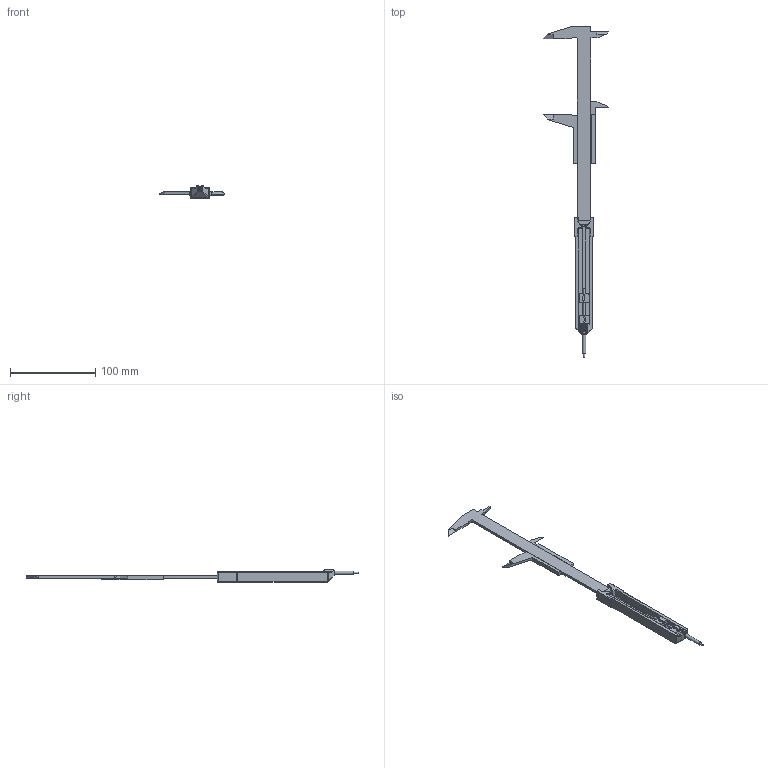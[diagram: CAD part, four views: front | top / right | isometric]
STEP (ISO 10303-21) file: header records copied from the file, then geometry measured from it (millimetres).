
FILE_DESCRIPTION(/* description */ (''),/* implementation_level */ '2;1');
FILE_NAME(/* name */ 'Extrude-O-Matic v7.step',/* time_stamp */ '2025-07-27T19:33:56+01:00',/* author */ (''),/* organization */ (''),/* preprocessor_version */ 'ST-DEVELOPER v20.1',/* originating_system */ 'Autodesk Translation Framework v14.10.0.0',/* authorisation */ '');
FILE_SCHEMA (('AUTOMOTIVE_DESIGN { 1 0 10303 214 3 1 1 }'));
Length unit declared in the file: millimetre
Products named in the file (3): Extrude-O-Matic; Extrude-O-Matic_1; Vernier Caliper
Assembly tree (2 placements, depth 2):
  Extrude-O-Matic
    Extrude-O-Matic_1
    Vernier Caliper
Bounding box: 77 x 389 x 14.5 mm (x, y, z)
Volume: 37259.5 mm3; surface area: 33406.6 mm2
Topology: 7 solids, 7 shells, 470 faces, 1256 edges, 797 vertices
Faces by surface type: plane 262, cylinder 144, cone 30, bspline 22, torus 10, sphere 2
Full cylindrical faces by diameter (mm): 1.75 x2, 2 x1, 4 x1
Entity records: 15183 total; most frequent: CARTESIAN_POINT 3320, ORIENTED_EDGE 2512, DIRECTION 2402, EDGE_CURVE 1256, LINE 856, VECTOR 856, VERTEX_POINT 797, AXIS2_PLACEMENT_3D 773
